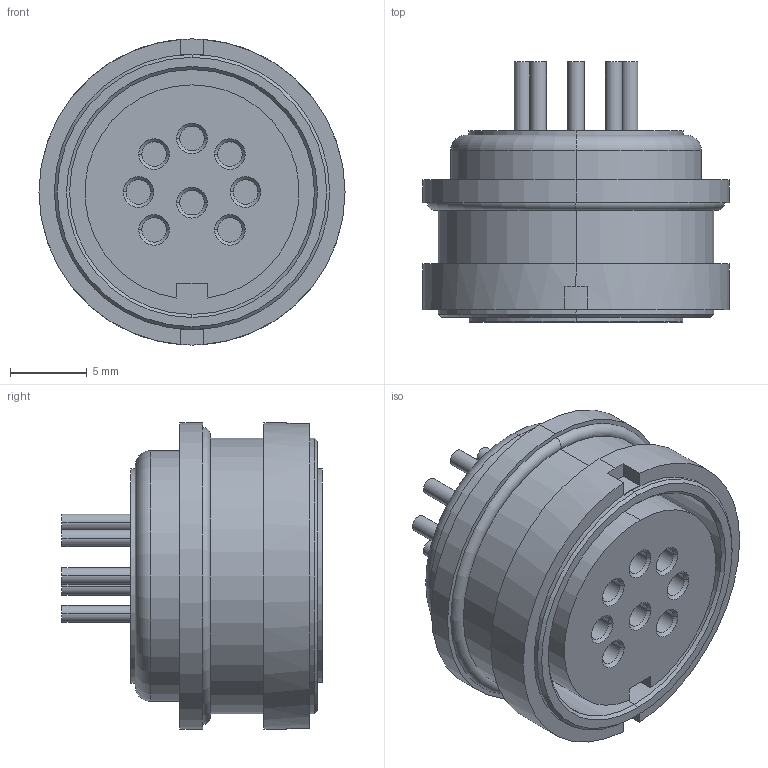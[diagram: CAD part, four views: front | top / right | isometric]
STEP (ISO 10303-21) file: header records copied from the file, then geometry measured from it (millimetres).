
FILE_DESCRIPTION((''),'2;1');
FILE_NAME('09-0174-89-08.stp','2005-04-22T09:51:46',('generator'),(''),'Autodesk Inventor 7','Autodesk Inventor 7','');
FILE_SCHEMA(('AUTOMOTIVE_DESIGN { 1 0 10303 214 1 1 1 1 }'));
Length unit declared in the file: millimetre
Products named in the file (1): 09-0174-89-08
Bounding box: 20 x 17 x 20 mm (x, y, z)
Volume: 2792.2 mm3; surface area: 2618.3 mm2
Topology: 1 solids, 1 shells, 108 faces, 225 edges, 142 vertices
Faces by surface type: cylinder 50, plane 34, cone 20, torus 4
Entity records: 2932 total; most frequent: DIRECTION 575, CARTESIAN_POINT 476, ORIENTED_EDGE 450, AXIS2_PLACEMENT_3D 241, EDGE_CURVE 225, VERTEX_POINT 142, CIRCLE 132, EDGE_LOOP 131
